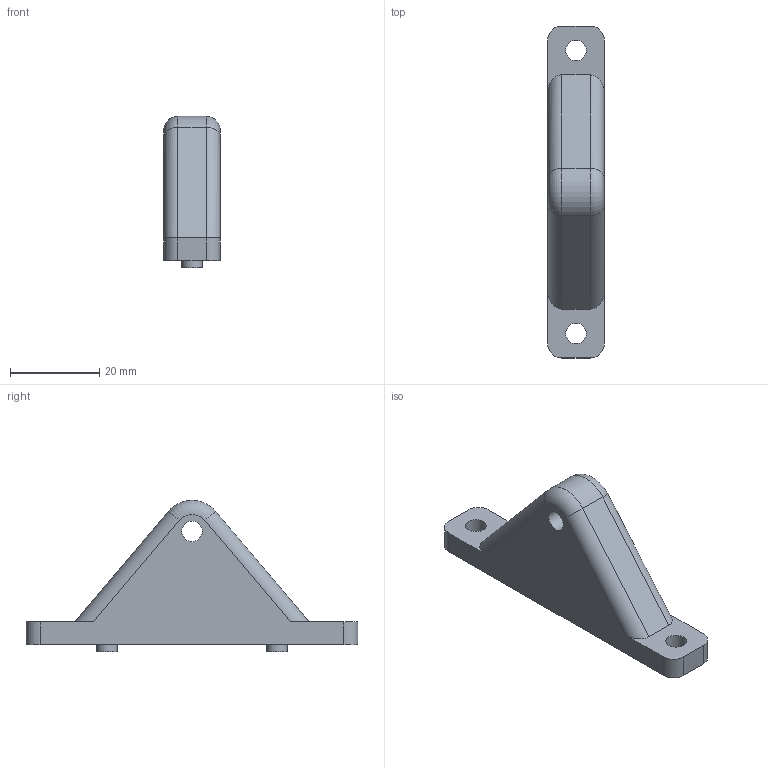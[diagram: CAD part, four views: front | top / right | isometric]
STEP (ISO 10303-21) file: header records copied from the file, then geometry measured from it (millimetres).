
FILE_DESCRIPTION(/* description */ (''),/* implementation_level */ '2;1');
FILE_NAME(/* name */ 'Outside Motor.step',/* time_stamp */ '2024-06-28T04:19:49-05:00',/* author */ (''),/* organization */ (''),/* preprocessor_version */ 'ST-DEVELOPER v20',/* originating_system */ 'Autodesk Translation Framework v13.14.0.145',/* authorisation */ '');
FILE_SCHEMA (('AUTOMOTIVE_DESIGN { 1 0 10303 214 3 1 1 }'));
Length unit declared in the file: inch
Products named in the file (1): Outside Motor
Bounding box: 12.7 x 74.47 x 33.95 mm (x, y, z)
Volume: 14285.1 mm3; surface area: 4720.4 mm2
Topology: 1 solids, 1 shells, 27 faces, 65 edges, 42 vertices
Faces by surface type: cylinder 14, plane 11, torus 2
Full cylindrical faces by diameter (mm): 4.623 x5
Entity records: 851 total; most frequent: DIRECTION 151, CARTESIAN_POINT 135, ORIENTED_EDGE 130, EDGE_CURVE 65, AXIS2_PLACEMENT_3D 58, VERTEX_POINT 42, EDGE_LOOP 35, LINE 35
